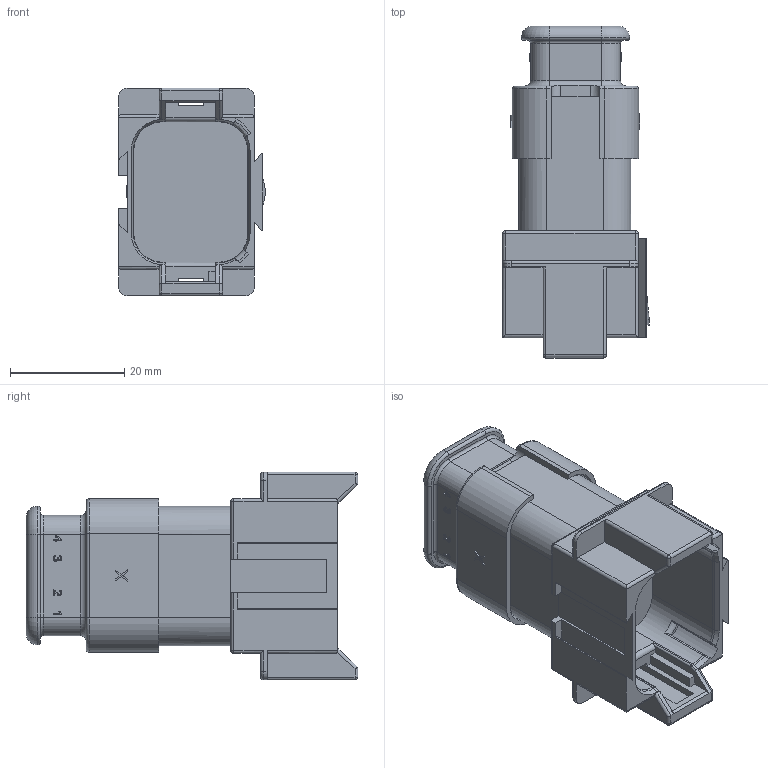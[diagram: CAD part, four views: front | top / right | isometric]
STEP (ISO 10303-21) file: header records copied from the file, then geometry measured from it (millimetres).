
FILE_DESCRIPTION((''),'2;1');
FILE_NAME('26-54223-08P-A','2015-06-29T',('jarry.li'),(''),'PRO/ENGINEER BY PARAMETRIC TECHNOLOGY CORPORATION, 2013230','PRO/ENGINEER BY PARAMETRIC TECHNOLOGY CORPORATION, 2013230','');
FILE_SCHEMA(('CONFIG_CONTROL_DESIGN'));
Length unit declared in the file: millimetre
Products named in the file (1): 26-54223-08P-A
Bounding box: 25.63 x 58 x 36.36 mm (x, y, z)
Volume: 19586.9 mm3; surface area: 12285 mm2
Topology: 1 solids, 9 shells, 871 faces, 2212 edges, 1416 vertices
Faces by surface type: plane 396, cylinder 196, extrusion 145, torus 103, bspline 12, cone 11, sphere 8
Entity records: 27604 total; most frequent: CARTESIAN_POINT 6857, ORIENTED_EDGE 4424, DIRECTION 3962, EDGE_CURVE 2212, VECTOR 1422, VERTEX_POINT 1416, LINE 1277, AXIS2_PLACEMENT_3D 1270
